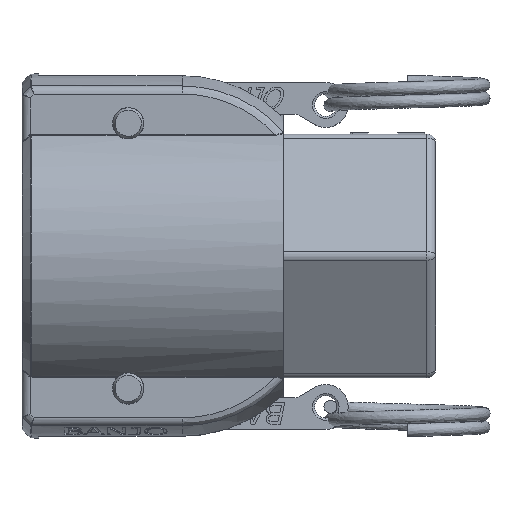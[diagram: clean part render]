
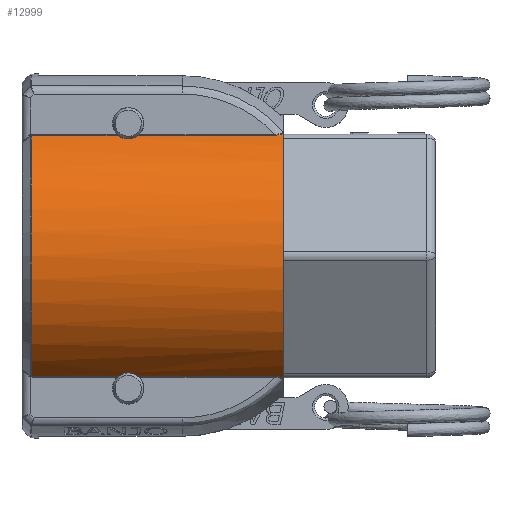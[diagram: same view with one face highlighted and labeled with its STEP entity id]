
A CAD part, top view. The second image highlights one B-rep face of the part: STEP entity #12999.
In plain terms, the highlighted cylindrical face has radius 24.892 mm (diameter 49.784 mm), a partial arc.
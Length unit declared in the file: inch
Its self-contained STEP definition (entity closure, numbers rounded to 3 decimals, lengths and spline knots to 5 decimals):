
#127=LINE('',#18256,#1067);
#128=LINE('',#18260,#1068);
#139=LINE('',#18305,#1079);
#140=LINE('',#18308,#1080);
#1067=VECTOR('',#14030,0.59717);
#1068=VECTOR('',#14035,0.94785);
#1079=VECTOR('',#14058,0.94785);
#1080=VECTOR('',#14063,0.59717);
#2545=CYLINDRICAL_SURFACE('',#13736,0.98);
#3079=FACE_OUTER_BOUND('',#3896,.T.);
#3896=EDGE_LOOP('',(#11067,#11068,#11069,#11070,#11071,#11072,#11073,#11074,
#11075,#11076,#11077,#11078,#11079,#11080));
#4204=CIRCLE('',#13306,0.98);
#4348=CIRCLE('',#13718,0.98);
#4398=B_SPLINE_CURVE_WITH_KNOTS('',3,(#16593,#16594,#16595,#16596,#16597,
#16598,#16599),.UNSPECIFIED.,.F.,.F.,(4,3,4),(0.5,0.87422,
1.),.UNSPECIFIED.);
#4400=B_SPLINE_CURVE_WITH_KNOTS('',3,(#16646,#16647,#16648,#16649),
 .UNSPECIFIED.,.F.,.F.,(4,4),(0.,0.5),.UNSPECIFIED.);
#4405=B_SPLINE_CURVE_WITH_KNOTS('',3,(#16817,#16818,#16819,#16820,#16821,
#16822,#16823),.UNSPECIFIED.,.F.,.F.,(4,3,4),(0.5,0.7465,
1.),.UNSPECIFIED.);
#4407=B_SPLINE_CURVE_WITH_KNOTS('',3,(#16933,#16934,#16935,#16936),
 .UNSPECIFIED.,.F.,.F.,(4,4),(0.,0.5),.UNSPECIFIED.);
#4444=B_SPLINE_CURVE_WITH_KNOTS('',3,(#18121,#18122,#18123,#18124,#18125,
#18126,#18127,#18128,#18129,#18130,#18131,#18132,#18133,#18134),
 .UNSPECIFIED.,.F.,.F.,(4,2,2,2,2,2,4),(1.09996,1.18896,
1.25381,1.31866,1.38351,1.44837,1.53736),
 .UNSPECIFIED.);
#4447=B_SPLINE_CURVE_WITH_KNOTS('',3,(#18161,#18162,#18163,#18164,#18165,
#18166,#18167,#18168,#18169,#18170,#18171,#18172,#18173,#18174),
 .UNSPECIFIED.,.F.,.F.,(4,2,2,2,2,2,4),(1.09996,1.18896,
1.25381,1.31866,1.38351,1.44837,1.53736),
 .UNSPECIFIED.);
#4482=B_SPLINE_CURVE_WITH_KNOTS('',3,(#18958,#18959,#18960,#18961,#18962),
 .UNSPECIFIED.,.F.,.F.,(4,1,4),(0.05409,0.10353,0.24156),
 .UNSPECIFIED.);
#4487=B_SPLINE_CURVE_WITH_KNOTS('',3,(#19087,#19088,#19089,#19090,#19091),
 .UNSPECIFIED.,.F.,.F.,(4,1,4),(-0.24156,-0.10353,-0.05409),
 .UNSPECIFIED.);
#5128=VERTEX_POINT('',#16585);
#5129=VERTEX_POINT('',#16592);
#5131=VERTEX_POINT('',#16644);
#5136=VERTEX_POINT('',#16809);
#5137=VERTEX_POINT('',#16816);
#5139=VERTEX_POINT('',#16931);
#5179=VERTEX_POINT('',#18101);
#5181=VERTEX_POINT('',#18112);
#5185=VERTEX_POINT('',#18141);
#5187=VERTEX_POINT('',#18152);
#5202=VERTEX_POINT('',#18258);
#5212=VERTEX_POINT('',#18304);
#5241=VERTEX_POINT('',#18947);
#5244=VERTEX_POINT('',#19072);
#6397=EDGE_CURVE('',#5128,#5129,#4398,.T.);
#6401=EDGE_CURVE('',#5131,#5128,#4400,.T.);
#6407=EDGE_CURVE('',#5136,#5137,#4405,.T.);
#6411=EDGE_CURVE('',#5139,#5136,#4407,.T.);
#6464=EDGE_CURVE('',#5179,#5181,#4444,.T.);
#6470=EDGE_CURVE('',#5185,#5187,#4447,.T.);
#6491=EDGE_CURVE('',#5179,#5139,#127,.T.);
#6493=EDGE_CURVE('',#5202,#5181,#128,.T.);
#6509=EDGE_CURVE('',#5185,#5212,#139,.T.);
#6511=EDGE_CURVE('',#5129,#5187,#140,.T.);
#6557=EDGE_CURVE('',#5241,#5202,#4482,.T.);
#6563=EDGE_CURVE('',#5212,#5244,#4487,.T.);
#6570=EDGE_CURVE('',#5137,#5131,#4204,.T.);
#7755=EDGE_CURVE('',#5244,#5241,#4348,.T.);
#11067=ORIENTED_EDGE('',*,*,#6464,.T.);
#11068=ORIENTED_EDGE('',*,*,#6493,.F.);
#11069=ORIENTED_EDGE('',*,*,#6557,.F.);
#11070=ORIENTED_EDGE('',*,*,#7755,.F.);
#11071=ORIENTED_EDGE('',*,*,#6563,.F.);
#11072=ORIENTED_EDGE('',*,*,#6509,.F.);
#11073=ORIENTED_EDGE('',*,*,#6470,.T.);
#11074=ORIENTED_EDGE('',*,*,#6511,.F.);
#11075=ORIENTED_EDGE('',*,*,#6397,.F.);
#11076=ORIENTED_EDGE('',*,*,#6401,.F.);
#11077=ORIENTED_EDGE('',*,*,#6570,.F.);
#11078=ORIENTED_EDGE('',*,*,#6407,.F.);
#11079=ORIENTED_EDGE('',*,*,#6411,.F.);
#11080=ORIENTED_EDGE('',*,*,#6491,.F.);
#12999=ADVANCED_FACE('',(#3079),#2545,.T.);
#13306=AXIS2_PLACEMENT_3D('',#19168,#14130,#14131);
#13718=AXIS2_PLACEMENT_3D('',#51631,#15505,#15506);
#13736=AXIS2_PLACEMENT_3D('',#51715,#15565,#15566);
#14030=DIRECTION('',(-1.,0.,0.));
#14035=DIRECTION('',(-1.,0.,0.));
#14058=DIRECTION('',(1.,0.,0.));
#14063=DIRECTION('',(1.,0.,0.));
#14130=DIRECTION('center_axis',(-1.,0.,0.));
#14131=DIRECTION('ref_axis',(0.,0.,1.));
#15505=DIRECTION('center_axis',(1.,0.,0.));
#15506=DIRECTION('ref_axis',(0.,0.,1.));
#15565=DIRECTION('center_axis',(1.,0.,0.));
#15566=DIRECTION('ref_axis',(0.,1.,0.));
#16585=CARTESIAN_POINT('',(0.0661,0.83859,0.50712));
#16592=CARTESIAN_POINT('',(0.07205,0.83996,0.50485));
#16593=CARTESIAN_POINT('Ctrl Pts',(0.0661,0.83859,0.50712));
#16594=CARTESIAN_POINT('Ctrl Pts',(0.06723,0.83934,
0.50588));
#16595=CARTESIAN_POINT('Ctrl Pts',(0.06885,0.83982,
0.50507));
#16596=CARTESIAN_POINT('Ctrl Pts',(0.07046,0.83992,0.50491));
#16597=CARTESIAN_POINT('Ctrl Pts',(0.071,0.83996,
0.50485));
#16598=CARTESIAN_POINT('Ctrl Pts',(0.07152,0.83996,
0.50485));
#16599=CARTESIAN_POINT('Ctrl Pts',(0.07205,0.83996,
0.50485));
#16644=CARTESIAN_POINT('',(0.06414,0.83497,0.51305));
#16646=CARTESIAN_POINT('Ctrl Pts',(0.06414,0.83497,
0.51305));
#16647=CARTESIAN_POINT('Ctrl Pts',(0.06414,0.83606,
0.51129));
#16648=CARTESIAN_POINT('Ctrl Pts',(0.0646,0.83759,
0.50878));
#16649=CARTESIAN_POINT('Ctrl Pts',(0.0661,0.83859,0.50712));
#16809=CARTESIAN_POINT('',(0.06611,-0.8386,0.5071));
#16816=CARTESIAN_POINT('',(0.06414,-0.83497,0.51305));
#16817=CARTESIAN_POINT('Ctrl Pts',(0.06611,-0.8386,
0.5071));
#16818=CARTESIAN_POINT('Ctrl Pts',(0.06538,-0.8381,
0.50792));
#16819=CARTESIAN_POINT('Ctrl Pts',(0.06483,-0.83751,
0.50891));
#16820=CARTESIAN_POINT('Ctrl Pts',(0.06451,-0.83686,
0.50997));
#16821=CARTESIAN_POINT('Ctrl Pts',(0.06418,-0.83619,
0.51106));
#16822=CARTESIAN_POINT('Ctrl Pts',(0.06414,-0.83554,
0.51213));
#16823=CARTESIAN_POINT('Ctrl Pts',(0.06414,-0.83497,
0.51305));
#16931=CARTESIAN_POINT('',(0.07205,-0.83996,0.50485));
#16933=CARTESIAN_POINT('Ctrl Pts',(0.07205,-0.83996,
0.50485));
#16934=CARTESIAN_POINT('Ctrl Pts',(0.07002,-0.83996,
0.50485));
#16935=CARTESIAN_POINT('Ctrl Pts',(0.06753,-0.83956,
0.50552));
#16936=CARTESIAN_POINT('Ctrl Pts',(0.06611,-0.8386,
0.5071));
#18101=CARTESIAN_POINT('',(0.66921,-0.83996,0.50485));
#18112=CARTESIAN_POINT('',(0.81079,-0.83996,0.50485));
#18121=CARTESIAN_POINT('Ctrl Pts',(0.66921,-0.83996,
0.50485));
#18122=CARTESIAN_POINT('Ctrl Pts',(0.67569,-0.83447,
0.51398));
#18123=CARTESIAN_POINT('Ctrl Pts',(0.68329,-0.82934,
0.52217));
#18124=CARTESIAN_POINT('Ctrl Pts',(0.69825,-0.82203,
0.53358));
#18125=CARTESIAN_POINT('Ctrl Pts',(0.70589,-0.8191,
0.53805));
#18126=CARTESIAN_POINT('Ctrl Pts',(0.7225,-0.81507,
0.54413));
#18127=CARTESIAN_POINT('Ctrl Pts',(0.73149,-0.814,0.54571));
#18128=CARTESIAN_POINT('Ctrl Pts',(0.74851,-0.814,0.54571));
#18129=CARTESIAN_POINT('Ctrl Pts',(0.7575,-0.81507,
0.54413));
#18130=CARTESIAN_POINT('Ctrl Pts',(0.77411,-0.8191,
0.53805));
#18131=CARTESIAN_POINT('Ctrl Pts',(0.78175,-0.82203,
0.53358));
#18132=CARTESIAN_POINT('Ctrl Pts',(0.79671,-0.82934,
0.52217));
#18133=CARTESIAN_POINT('Ctrl Pts',(0.80431,-0.83447,
0.51398));
#18134=CARTESIAN_POINT('Ctrl Pts',(0.81079,-0.83996,
0.50485));
#18141=CARTESIAN_POINT('',(0.81079,0.83996,0.50485));
#18152=CARTESIAN_POINT('',(0.66921,0.83996,0.50485));
#18161=CARTESIAN_POINT('Ctrl Pts',(0.81079,0.83996,
0.50485));
#18162=CARTESIAN_POINT('Ctrl Pts',(0.80431,0.83447,
0.51398));
#18163=CARTESIAN_POINT('Ctrl Pts',(0.79671,0.82934,
0.52217));
#18164=CARTESIAN_POINT('Ctrl Pts',(0.78175,0.82203,
0.53358));
#18165=CARTESIAN_POINT('Ctrl Pts',(0.77411,0.8191,
0.53805));
#18166=CARTESIAN_POINT('Ctrl Pts',(0.7575,0.81507,
0.54413));
#18167=CARTESIAN_POINT('Ctrl Pts',(0.74851,0.814,0.54571));
#18168=CARTESIAN_POINT('Ctrl Pts',(0.73149,0.814,0.54571));
#18169=CARTESIAN_POINT('Ctrl Pts',(0.7225,0.81507,
0.54413));
#18170=CARTESIAN_POINT('Ctrl Pts',(0.70589,0.8191,
0.53805));
#18171=CARTESIAN_POINT('Ctrl Pts',(0.69825,0.82203,
0.53358));
#18172=CARTESIAN_POINT('Ctrl Pts',(0.68329,0.82934,
0.52217));
#18173=CARTESIAN_POINT('Ctrl Pts',(0.67569,0.83447,
0.51398));
#18174=CARTESIAN_POINT('Ctrl Pts',(0.66921,0.83996,
0.50485));
#18256=CARTESIAN_POINT('',(0.91,-0.83996,0.50485));
#18258=CARTESIAN_POINT('',(1.75864,-0.83996,0.50485));
#18260=CARTESIAN_POINT('',(0.91,-0.83996,0.50485));
#18304=CARTESIAN_POINT('',(1.75864,0.83996,0.50485));
#18305=CARTESIAN_POINT('',(0.91,0.83996,0.50485));
#18308=CARTESIAN_POINT('',(0.91,0.83996,0.50485));
#18947=CARTESIAN_POINT('',(1.82,-0.85626,0.47667));
#18958=CARTESIAN_POINT('Ctrl Pts',(1.82,-0.85627,
0.47667));
#18959=CARTESIAN_POINT('Ctrl Pts',(1.81742,-0.85341,
0.48181));
#18960=CARTESIAN_POINT('Ctrl Pts',(1.80269,-0.84323,
0.4996));
#18961=CARTESIAN_POINT('Ctrl Pts',(1.77674,-0.84,
0.50477));
#18962=CARTESIAN_POINT('Ctrl Pts',(1.75864,-0.84001,
0.50476));
#19072=CARTESIAN_POINT('',(1.82,0.85626,0.47667));
#19087=CARTESIAN_POINT('Ctrl Pts',(1.75864,0.84001,0.50476));
#19088=CARTESIAN_POINT('Ctrl Pts',(1.77674,0.84,0.50477));
#19089=CARTESIAN_POINT('Ctrl Pts',(1.80269,0.84323,0.4996));
#19090=CARTESIAN_POINT('Ctrl Pts',(1.81742,0.85341,0.48181));
#19091=CARTESIAN_POINT('Ctrl Pts',(1.82,0.85627,0.47667));
#19168=CARTESIAN_POINT('Origin',(0.06414,0.,0.));
#51631=CARTESIAN_POINT('Origin',(1.82,0.,0.));
#51715=CARTESIAN_POINT('Origin',(0.91,0.,0.));
